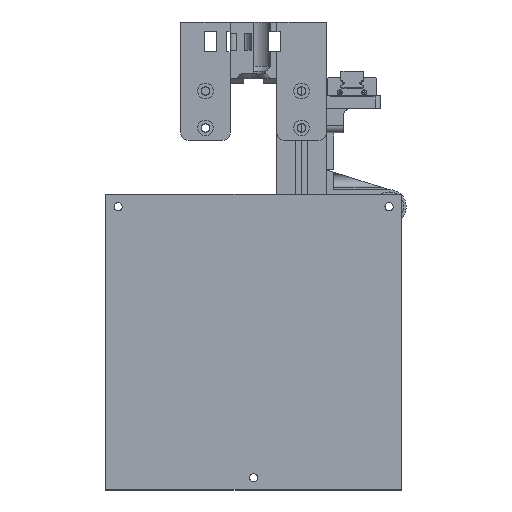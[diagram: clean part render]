
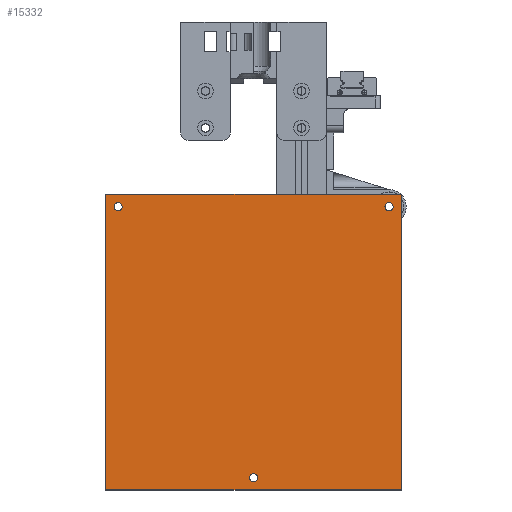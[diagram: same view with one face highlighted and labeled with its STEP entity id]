
A CAD part, top view. The second image highlights one B-rep face of the part: STEP entity #15332.
In plain terms, the highlighted planar face has unit normal (0, 0, 1).
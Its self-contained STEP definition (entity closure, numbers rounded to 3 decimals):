
#15095 = VERTEX_POINT('',#15096);
#15096 = CARTESIAN_POINT('',(-60.,20.,6.));
#15102 = EDGE_CURVE('',#15095,#15103,#15105,.T.);
#15103 = VERTEX_POINT('',#15104);
#15104 = CARTESIAN_POINT('',(60.,20.,6.));
#15105 = LINE('',#15106,#15107);
#15106 = CARTESIAN_POINT('',(-60.,20.,6.));
#15107 = VECTOR('',#15108,1.);
#15108 = DIRECTION('',(1.,0.,0.));
#15133 = EDGE_CURVE('',#15103,#15134,#15136,.T.);
#15134 = VERTEX_POINT('',#15135);
#15135 = CARTESIAN_POINT('',(60.,-100.,6.));
#15136 = LINE('',#15137,#15138);
#15137 = CARTESIAN_POINT('',(60.,20.,6.));
#15138 = VECTOR('',#15139,1.);
#15139 = DIRECTION('',(0.,-1.,0.));
#15164 = EDGE_CURVE('',#15134,#15165,#15167,.T.);
#15165 = VERTEX_POINT('',#15166);
#15166 = CARTESIAN_POINT('',(-60.,-100.,6.));
#15167 = LINE('',#15168,#15169);
#15168 = CARTESIAN_POINT('',(60.,-100.,6.));
#15169 = VECTOR('',#15170,1.);
#15170 = DIRECTION('',(-1.,0.,0.));
#15195 = EDGE_CURVE('',#15165,#15095,#15196,.T.);
#15196 = LINE('',#15197,#15198);
#15197 = CARTESIAN_POINT('',(-60.,-100.,6.));
#15198 = VECTOR('',#15199,1.);
#15199 = DIRECTION('',(0.,1.,0.));
#15219 = VERTEX_POINT('',#15220);
#15220 = CARTESIAN_POINT('',(1.65,-95.,6.));
#15226 = EDGE_CURVE('',#15219,#15219,#15227,.T.);
#15227 = CIRCLE('',#15228,1.65);
#15228 = AXIS2_PLACEMENT_3D('',#15229,#15230,#15231);
#15229 = CARTESIAN_POINT('',(0.,-95.,6.));
#15230 = DIRECTION('',(0.,0.,1.));
#15231 = DIRECTION('',(1.,0.,0.));
#15252 = VERTEX_POINT('',#15253);
#15253 = CARTESIAN_POINT('',(56.65,15.,6.));
#15259 = EDGE_CURVE('',#15252,#15252,#15260,.T.);
#15260 = CIRCLE('',#15261,1.65);
#15261 = AXIS2_PLACEMENT_3D('',#15262,#15263,#15264);
#15262 = CARTESIAN_POINT('',(55.,15.,6.));
#15263 = DIRECTION('',(0.,0.,1.));
#15264 = DIRECTION('',(1.,0.,0.));
#15285 = VERTEX_POINT('',#15286);
#15286 = CARTESIAN_POINT('',(-53.35,15.,6.));
#15292 = EDGE_CURVE('',#15285,#15285,#15293,.T.);
#15293 = CIRCLE('',#15294,1.65);
#15294 = AXIS2_PLACEMENT_3D('',#15295,#15296,#15297);
#15295 = CARTESIAN_POINT('',(-55.,15.,6.));
#15296 = DIRECTION('',(0.,0.,1.));
#15297 = DIRECTION('',(1.,0.,0.));
#15332 = ADVANCED_FACE('',(#15333,#15339,#15342,#15345),#15348,.T.);
#15333 = FACE_BOUND('',#15334,.F.);
#15334 = EDGE_LOOP('',(#15335,#15336,#15337,#15338));
#15335 = ORIENTED_EDGE('',*,*,#15102,.T.);
#15336 = ORIENTED_EDGE('',*,*,#15133,.T.);
#15337 = ORIENTED_EDGE('',*,*,#15164,.T.);
#15338 = ORIENTED_EDGE('',*,*,#15195,.T.);
#15339 = FACE_BOUND('',#15340,.F.);
#15340 = EDGE_LOOP('',(#15341));
#15341 = ORIENTED_EDGE('',*,*,#15226,.T.);
#15342 = FACE_BOUND('',#15343,.F.);
#15343 = EDGE_LOOP('',(#15344));
#15344 = ORIENTED_EDGE('',*,*,#15259,.T.);
#15345 = FACE_BOUND('',#15346,.F.);
#15346 = EDGE_LOOP('',(#15347));
#15347 = ORIENTED_EDGE('',*,*,#15292,.T.);
#15348 = PLANE('',#15349);
#15349 = AXIS2_PLACEMENT_3D('',#15350,#15351,#15352);
#15350 = CARTESIAN_POINT('',(0.,-39.068,6.));
#15351 = DIRECTION('',(0.,0.,1.));
#15352 = DIRECTION('',(1.,0.,0.));
